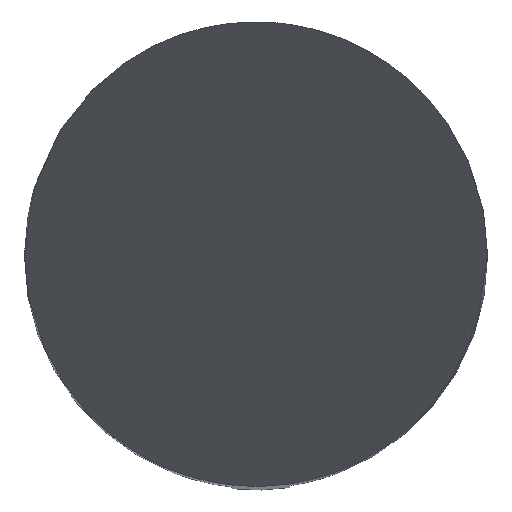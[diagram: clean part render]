
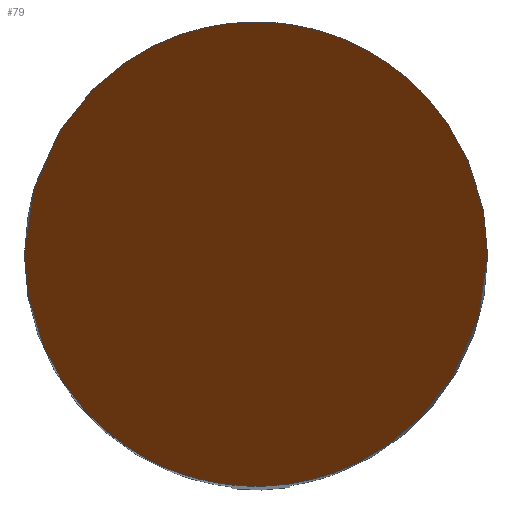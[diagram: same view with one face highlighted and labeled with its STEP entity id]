
A CAD part, top view. The second image highlights one B-rep face of the part: STEP entity #79.
In plain terms, the highlighted planar face has unit normal (0, -0.866, 0.5).
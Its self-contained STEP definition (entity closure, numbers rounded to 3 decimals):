
#49=PLANE('',#691);
#79=ADVANCED_FACE('FLCHE2',(#123),#49,.F.);
#123=FACE_OUTER_BOUND('',#158,.T.);
#158=EDGE_LOOP('',(#355,#356));
#355=ORIENTED_EDGE('',*,*,#531,.F.);
#356=ORIENTED_EDGE('',*,*,#562,.F.);
#473=VERTEX_POINT('',#978);
#474=VERTEX_POINT('',#979);
#531=EDGE_CURVE('',#473,#474,#629,.T.);
#562=EDGE_CURVE('',#474,#473,#632,.T.);
#629=(
BOUNDED_CURVE()
B_SPLINE_CURVE(3,(#974,#975,#976,#977),.UNSPECIFIED.,.F.,.F.)
B_SPLINE_CURVE_WITH_KNOTS((4,4),(0.,1.),.UNSPECIFIED.)
CURVE()
GEOMETRIC_REPRESENTATION_ITEM()
RATIONAL_B_SPLINE_CURVE((1.,0.333,0.333,1.))
REPRESENTATION_ITEM('')
);
#632=(
BOUNDED_CURVE()
B_SPLINE_CURVE(3,(#1075,#1076,#1077,#1078),.UNSPECIFIED.,.F.,.F.)
B_SPLINE_CURVE_WITH_KNOTS((4,4),(0.,1.),.UNSPECIFIED.)
CURVE()
GEOMETRIC_REPRESENTATION_ITEM()
RATIONAL_B_SPLINE_CURVE((1.,0.333,0.333,1.))
REPRESENTATION_ITEM('')
);
#691=AXIS2_PLACEMENT_3D('',#1123,#779,#780);
#779=DIRECTION('',(0.,0.866,-0.5));
#780=DIRECTION('',(0.,0.5,0.866));
#974=CARTESIAN_POINT('',(-5.,0.,0.));
#975=CARTESIAN_POINT('',(-5.,10.,17.321));
#976=CARTESIAN_POINT('',(5.,10.,17.321));
#977=CARTESIAN_POINT('',(5.,0.,0.));
#978=CARTESIAN_POINT('',(-5.,0.,0.));
#979=CARTESIAN_POINT('',(5.,0.,0.));
#1075=CARTESIAN_POINT('',(5.,0.,0.));
#1076=CARTESIAN_POINT('',(5.,-10.,-17.321));
#1077=CARTESIAN_POINT('',(-5.,-10.,-17.321));
#1078=CARTESIAN_POINT('',(-5.,0.,0.));
#1123=CARTESIAN_POINT('',(5.,5.,8.66));
